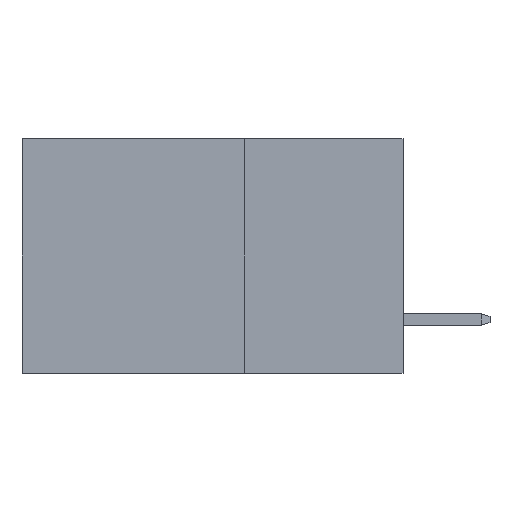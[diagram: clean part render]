
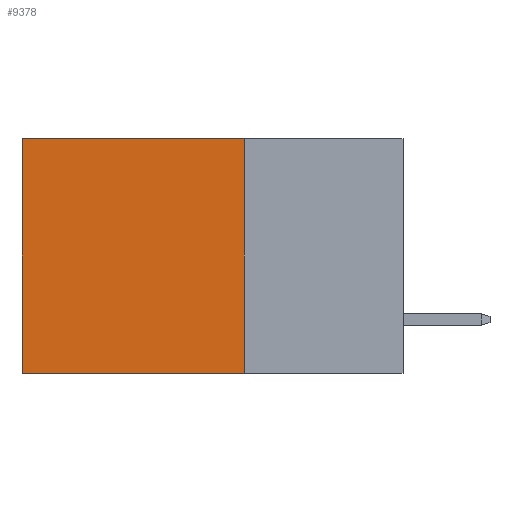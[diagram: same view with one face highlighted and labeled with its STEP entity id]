
A CAD part, left-side view. The second image highlights one B-rep face of the part: STEP entity #9378.
In plain terms, the highlighted planar face has unit normal (-1, 0, 0).
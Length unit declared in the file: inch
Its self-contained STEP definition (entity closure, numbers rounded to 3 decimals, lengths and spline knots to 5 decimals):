
#262 = CARTESIAN_POINT ( 'NONE',  ( 0.2875, 0.25, 0. ) ) ;
#881 = VECTOR ( 'NONE', #1285, 39.37008 ) ;
#1192 = AXIS2_PLACEMENT_3D ( 'NONE', #262, #4038, #5079 ) ;
#1285 = DIRECTION ( 'NONE',  ( 0., 0., -1. ) ) ;
#1309 = CARTESIAN_POINT ( 'NONE',  ( 0.2875, 0.25, 0. ) ) ;
#2170 = CARTESIAN_POINT ( 'NONE',  ( 0.2875, 0.25, 0. ) ) ;
#2460 = LINE ( 'NONE', #6191, #881 ) ;
#3046 = VERTEX_POINT ( 'NONE', #10704 ) ;
#3727 = EDGE_CURVE ( 'NONE', #3046, #4094, #7885, .T. ) ;
#4038 = DIRECTION ( 'NONE',  ( 1., 0., 0. ) ) ;
#4094 = VERTEX_POINT ( 'NONE', #6623 ) ;
#5079 = DIRECTION ( 'NONE',  ( 0., 0., -1. ) ) ;
#5231 = PLANE ( 'NONE',  #1192 ) ;
#5415 = EDGE_LOOP ( 'NONE', ( #14828, #6096, #8714, #14465 ) ) ;
#6034 = DIRECTION ( 'NONE',  ( 0., 1., 0. ) ) ;
#6096 = ORIENTED_EDGE ( 'NONE', *, *, #3727, .F. ) ;
#6114 = EDGE_CURVE ( 'NONE', #14563, #4094, #2460, .T. ) ;
#6191 = CARTESIAN_POINT ( 'NONE',  ( 0.2875, 0.6, 0. ) ) ;
#6521 = CARTESIAN_POINT ( 'NONE',  ( 0.2875, 0.6, 0. ) ) ;
#6623 = CARTESIAN_POINT ( 'NONE',  ( 0.2875, 0.6, -0.37 ) ) ;
#6940 = EDGE_CURVE ( 'NONE', #13025, #3046, #13151, .T. ) ;
#7885 = LINE ( 'NONE', #14896, #13907 ) ;
#8714 = ORIENTED_EDGE ( 'NONE', *, *, #6940, .F. ) ;
#9060 = VECTOR ( 'NONE', #6034, 39.37008 ) ;
#9378 = ADVANCED_FACE ( 'NONE', ( #11071 ), #5231, .F. ) ;
#9562 = CARTESIAN_POINT ( 'NONE',  ( 0.2875, 0.25, 0. ) ) ;
#10704 = CARTESIAN_POINT ( 'NONE',  ( 0.2875, 0.25, -0.37 ) ) ;
#11071 = FACE_OUTER_BOUND ( 'NONE', #5415, .T. ) ;
#12101 = LINE ( 'NONE', #9562, #9060 ) ;
#12132 = DIRECTION ( 'NONE',  ( 0., 0., -1. ) ) ;
#12687 = DIRECTION ( 'NONE',  ( 0., 1., 0. ) ) ;
#13025 = VERTEX_POINT ( 'NONE', #2170 ) ;
#13151 = LINE ( 'NONE', #1309, #15228 ) ;
#13532 = EDGE_CURVE ( 'NONE', #13025, #14563, #12101, .T. ) ;
#13907 = VECTOR ( 'NONE', #12687, 39.37008 ) ;
#14465 = ORIENTED_EDGE ( 'NONE', *, *, #13532, .T. ) ;
#14563 = VERTEX_POINT ( 'NONE', #6521 ) ;
#14828 = ORIENTED_EDGE ( 'NONE', *, *, #6114, .T. ) ;
#14896 = CARTESIAN_POINT ( 'NONE',  ( 0.2875, 0.25, -0.37 ) ) ;
#15228 = VECTOR ( 'NONE', #12132, 39.37008 ) ;
